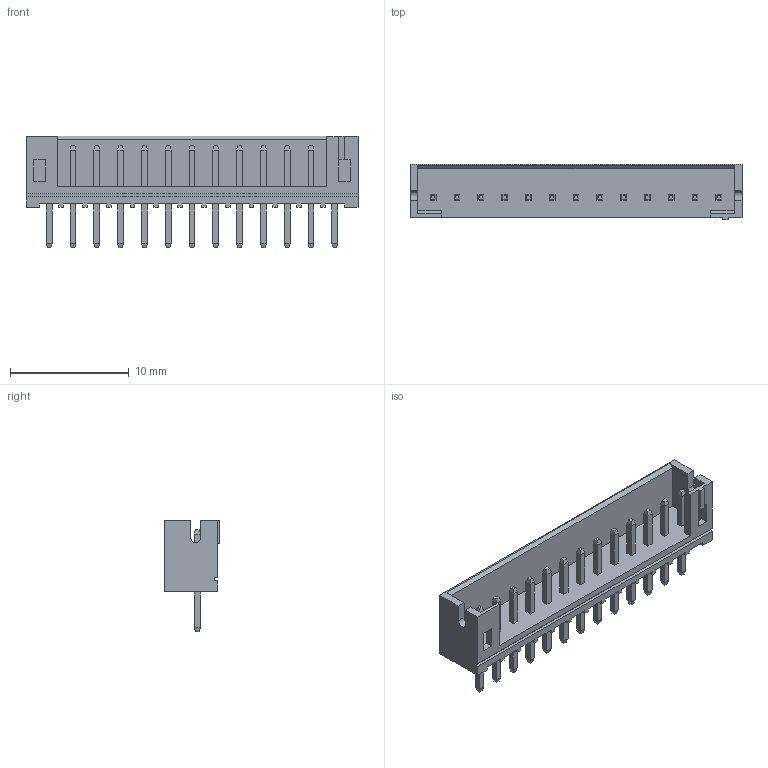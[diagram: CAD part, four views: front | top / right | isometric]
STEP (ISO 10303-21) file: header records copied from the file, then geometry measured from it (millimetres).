
FILE_DESCRIPTION(('STEP AP214'), '1');
FILE_NAME('BxB-PH-K-S', '', ('UNSPECIFIED'), ('UNSPECIFIED'), 'ASCON STEP Converter 1.6', 'ASCON Math Kernel', '');
FILE_SCHEMA(('AUTOMOTIVE_DESIGN { 1 0 10303 214 3 1 1}'));
Length unit declared in the file: millimetre
Bounding box: 27.9 x 4.7 x 9.4 mm (x, y, z)
Volume: 286.6 mm3; surface area: 920.3 mm2
Topology: 1 solids, 1 shells, 324 faces, 792 edges, 493 vertices
Faces by surface type: plane 322, cylinder 2
Entity records: 11820 total; most frequent: CARTESIAN_POINT 1610, ORIENTED_EDGE 1584, DIRECTION 1446, EDGE_CURVE 792, LINE 788, VECTOR 788, VERTEX_POINT 493, FACE_BOUND 351
